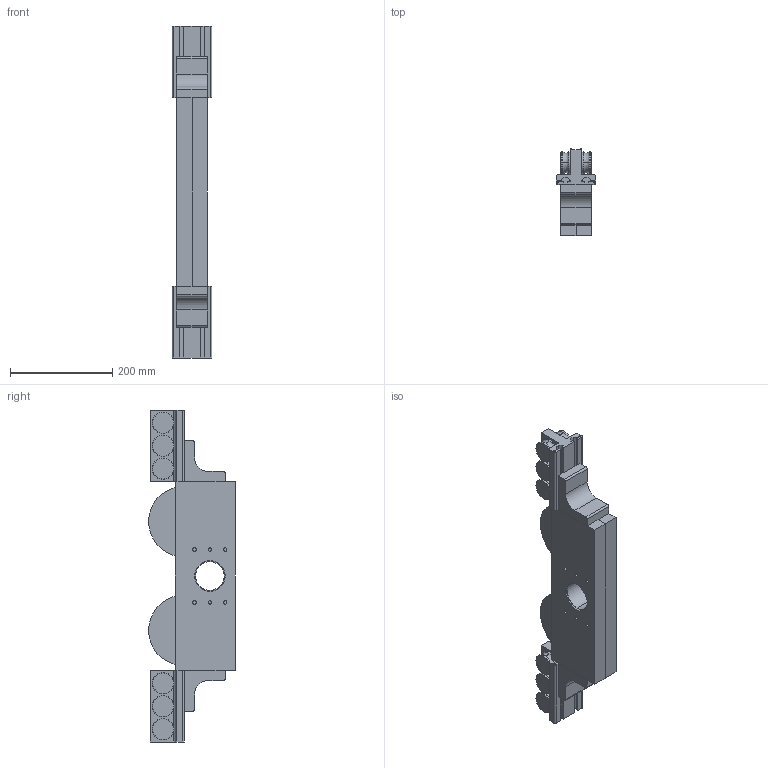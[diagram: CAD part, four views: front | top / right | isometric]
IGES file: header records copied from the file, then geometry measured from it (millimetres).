
Global section: file name: No Iges File Name specified; native system: AutoDesk Inventor R11.0; preprocessor: AutoDesk Inventor Iges Exporter R11.0; author: No Author specified; organization: No Organization specified; date: 20070910.120602; units: millimetre
Bounding box: 78 x 170 x 650 mm (x, y, z)
Volume: 3760543.1 mm3; surface area: 480344.6 mm2
Topology: 15 solids, 15 shells, 340 faces, 882 edges, 582 vertices
Faces by surface type: bspline 116, plane 109, torus 48, cylinder 42, revolution 25
